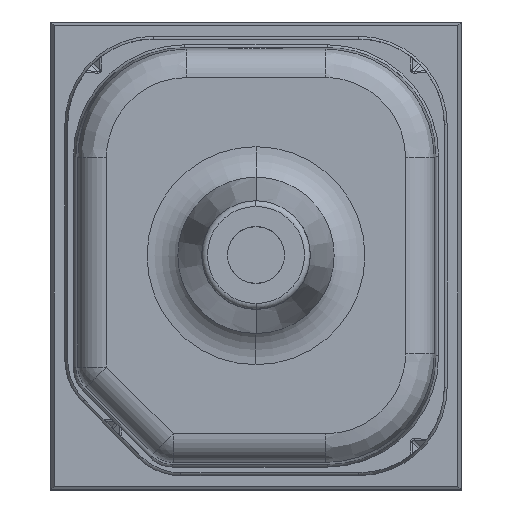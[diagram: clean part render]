
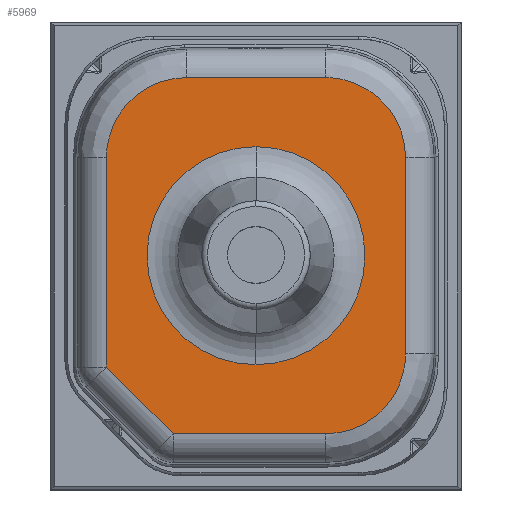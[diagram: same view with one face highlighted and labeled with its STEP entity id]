
A CAD part, top view. The second image highlights one B-rep face of the part: STEP entity #5969.
In plain terms, the highlighted planar face has unit normal (0, 0, 1).
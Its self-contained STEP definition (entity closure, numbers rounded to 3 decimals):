
#1834=DIRECTION('',(0.,-1.,0.));
#1835=VECTOR('',#1834,3.671);
#1836=CARTESIAN_POINT('',(3.54,8.22,3.591));
#1837=LINE('',#1836,#1835);
#1838=CARTESIAN_POINT('',(4.94,9.62,3.591));
#1839=CARTESIAN_POINT('',(4.866,9.62,3.591));
#1840=CARTESIAN_POINT('',(4.72,9.609,3.591));
#1841=CARTESIAN_POINT('',(4.505,9.557,3.591));
#1842=CARTESIAN_POINT('',(4.301,9.473,3.591));
#1843=CARTESIAN_POINT('',(4.113,9.358,3.591));
#1844=CARTESIAN_POINT('',(3.946,9.214,3.591));
#1845=CARTESIAN_POINT('',(3.802,9.047,3.591));
#1846=CARTESIAN_POINT('',(3.687,8.858,3.591));
#1847=CARTESIAN_POINT('',(3.603,8.655,3.591));
#1848=CARTESIAN_POINT('',(3.551,8.44,3.591));
#1849=CARTESIAN_POINT('',(3.54,8.294,3.591));
#1850=CARTESIAN_POINT('',(3.54,8.22,3.591));
#1852=DIRECTION('',(-1.,0.,0.));
#1853=VECTOR('',#1852,2.441);
#1854=CARTESIAN_POINT('',(7.38,9.62,3.591));
#1855=LINE('',#1854,#1853);
#1856=CARTESIAN_POINT('',(8.78,8.22,3.591));
#1857=CARTESIAN_POINT('',(8.78,8.294,3.591));
#1858=CARTESIAN_POINT('',(8.769,8.44,3.591));
#1859=CARTESIAN_POINT('',(8.717,8.655,3.591));
#1860=CARTESIAN_POINT('',(8.633,8.859,3.591));
#1861=CARTESIAN_POINT('',(8.518,9.047,3.591));
#1862=CARTESIAN_POINT('',(8.374,9.214,3.591));
#1863=CARTESIAN_POINT('',(8.207,9.358,3.591));
#1864=CARTESIAN_POINT('',(8.018,9.473,3.591));
#1865=CARTESIAN_POINT('',(7.815,9.557,3.591));
#1866=CARTESIAN_POINT('',(7.6,9.609,3.591));
#1867=CARTESIAN_POINT('',(7.454,9.62,3.591));
#1868=CARTESIAN_POINT('',(7.38,9.62,3.591));
#1870=DIRECTION('',(0.,1.,0.));
#1871=VECTOR('',#1870,3.441);
#1872=CARTESIAN_POINT('',(8.78,4.78,3.591));
#1873=LINE('',#1872,#1871);
#1874=CARTESIAN_POINT('',(7.38,3.38,3.591));
#1875=CARTESIAN_POINT('',(7.454,3.38,3.591));
#1876=CARTESIAN_POINT('',(7.6,3.391,3.591));
#1877=CARTESIAN_POINT('',(7.815,3.443,3.591));
#1878=CARTESIAN_POINT('',(8.019,3.527,3.591));
#1879=CARTESIAN_POINT('',(8.207,3.642,3.591));
#1880=CARTESIAN_POINT('',(8.374,3.786,3.591));
#1881=CARTESIAN_POINT('',(8.518,3.953,3.591));
#1882=CARTESIAN_POINT('',(8.633,4.142,3.591));
#1883=CARTESIAN_POINT('',(8.717,4.345,3.591));
#1884=CARTESIAN_POINT('',(8.769,4.56,3.591));
#1885=CARTESIAN_POINT('',(8.78,4.706,3.591));
#1886=CARTESIAN_POINT('',(8.78,4.78,3.591));
#1888=DIRECTION('',(1.,0.,0.));
#1889=VECTOR('',#1888,2.671);
#1890=CARTESIAN_POINT('',(4.709,3.38,3.591));
#1891=LINE('',#1890,#1889);
#1892=DIRECTION('',(0.707,-0.707,0.));
#1893=VECTOR('',#1892,1.654);
#1894=CARTESIAN_POINT('',(3.54,4.549,3.591));
#1895=LINE('',#1894,#1893);
#1896=CARTESIAN_POINT('',(6.16,6.5,3.591));
#1897=DIRECTION('',(0.,0.,1.));
#1898=DIRECTION('',(0.,-1.,0.));
#1899=AXIS2_PLACEMENT_3D('',#1896,#1897,#1898);
#1901=CARTESIAN_POINT('',(6.16,6.5,3.591));
#1902=DIRECTION('',(0.,0.,1.));
#1903=DIRECTION('',(0.,1.,0.));
#1904=AXIS2_PLACEMENT_3D('',#1901,#1902,#1903);
#3389=CARTESIAN_POINT('',(3.54,8.22,3.591));
#3390=CARTESIAN_POINT('',(3.54,4.549,3.591));
#3391=VERTEX_POINT('',#3389);
#3392=VERTEX_POINT('',#3390);
#3393=CARTESIAN_POINT('',(7.38,9.62,3.591));
#3394=CARTESIAN_POINT('',(4.94,9.62,3.591));
#3395=VERTEX_POINT('',#3393);
#3396=VERTEX_POINT('',#3394);
#3401=CARTESIAN_POINT('',(8.78,4.78,3.591));
#3402=CARTESIAN_POINT('',(8.78,8.22,3.591));
#3403=VERTEX_POINT('',#3401);
#3404=VERTEX_POINT('',#3402);
#3409=CARTESIAN_POINT('',(4.709,3.38,3.591));
#3410=CARTESIAN_POINT('',(7.38,3.38,3.591));
#3411=VERTEX_POINT('',#3409);
#3412=VERTEX_POINT('',#3410);
#3445=CARTESIAN_POINT('',(6.16,4.59,3.591));
#3446=CARTESIAN_POINT('',(6.16,8.41,3.591));
#3447=VERTEX_POINT('',#3445);
#3448=VERTEX_POINT('',#3446);
#5941=CARTESIAN_POINT('',(6.16,6.5,3.591));
#5942=DIRECTION('',(0.,0.,1.));
#5943=DIRECTION('',(0.,1.,0.));
#5944=AXIS2_PLACEMENT_3D('',#5941,#5942,#5943);
#5945=PLANE('',#5944);
#5947=ORIENTED_EDGE('',*,*,#5946,.F.);
#5949=ORIENTED_EDGE('',*,*,#5948,.F.);
#5951=ORIENTED_EDGE('',*,*,#5950,.F.);
#5953=ORIENTED_EDGE('',*,*,#5952,.F.);
#5955=ORIENTED_EDGE('',*,*,#5954,.F.);
#5957=ORIENTED_EDGE('',*,*,#5956,.F.);
#5959=ORIENTED_EDGE('',*,*,#5958,.F.);
#5960=ORIENTED_EDGE('',*,*,#5931,.F.);
#5961=EDGE_LOOP('',(#5947,#5949,#5951,#5953,#5955,#5957,#5959,#5960));
#5962=FACE_OUTER_BOUND('',#5961,.F.);
#5964=ORIENTED_EDGE('',*,*,#5963,.T.);
#5966=ORIENTED_EDGE('',*,*,#5965,.T.);
#5967=EDGE_LOOP('',(#5964,#5966));
#5968=FACE_BOUND('',#5967,.F.);
#5969=ADVANCED_FACE('',(#5962,#5968),#5945,.T.);
#1851=B_SPLINE_CURVE_WITH_KNOTS('',3,(#1838,#1839,#1840,#1841,#1842,#1843,#1844,
#1845,#1846,#1847,#1848,#1849,#1850),.UNSPECIFIED.,.F.,.F.,(4,1,1,1,1,1,1,1,1,1,
4),(0.,0.1,0.2,0.3,0.4,0.5,0.6,0.7,0.8,0.9,1.),
.UNSPECIFIED.);
#1869=B_SPLINE_CURVE_WITH_KNOTS('',3,(#1856,#1857,#1858,#1859,#1860,#1861,#1862,
#1863,#1864,#1865,#1866,#1867,#1868),.UNSPECIFIED.,.F.,.F.,(4,1,1,1,1,1,1,1,1,1,
4),(0.,0.1,0.2,0.3,0.4,0.5,0.6,0.7,0.8,0.9,1.),
.UNSPECIFIED.);
#1887=B_SPLINE_CURVE_WITH_KNOTS('',3,(#1874,#1875,#1876,#1877,#1878,#1879,#1880,
#1881,#1882,#1883,#1884,#1885,#1886),.UNSPECIFIED.,.F.,.F.,(4,1,1,1,1,1,1,1,1,1,
4),(0.,0.1,0.2,0.3,0.4,0.5,0.6,0.7,0.8,0.9,1.),
.UNSPECIFIED.);
#1900=CIRCLE('',#1899,1.91);
#1905=CIRCLE('',#1904,1.91);
#5931=EDGE_CURVE('',#3392,#3411,#1895,.T.);
#5946=EDGE_CURVE('',#3391,#3392,#1837,.T.);
#5948=EDGE_CURVE('',#3396,#3391,#1851,.T.);
#5950=EDGE_CURVE('',#3395,#3396,#1855,.T.);
#5952=EDGE_CURVE('',#3404,#3395,#1869,.T.);
#5954=EDGE_CURVE('',#3403,#3404,#1873,.T.);
#5956=EDGE_CURVE('',#3412,#3403,#1887,.T.);
#5958=EDGE_CURVE('',#3411,#3412,#1891,.T.);
#5963=EDGE_CURVE('',#3447,#3448,#1900,.T.);
#5965=EDGE_CURVE('',#3448,#3447,#1905,.T.);
